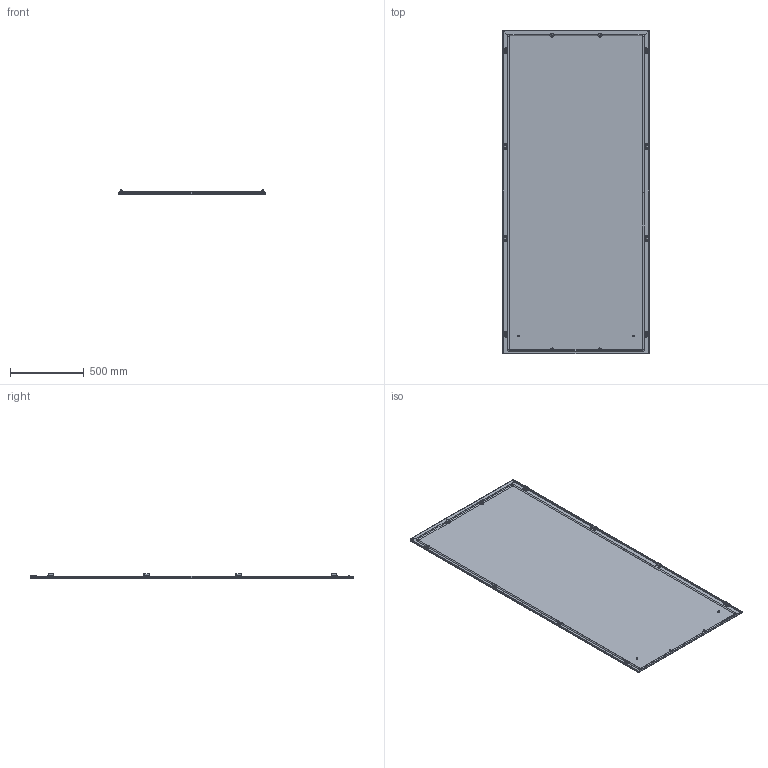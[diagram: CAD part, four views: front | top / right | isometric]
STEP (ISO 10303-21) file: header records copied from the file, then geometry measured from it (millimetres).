
FILE_DESCRIPTION (( 'STEP AP203' ), '1' );
FILE_NAME ('UR41800221006 Ñòåíêà çàäíÿÿ RS52 220.100 (000.801.418-03) .STEP', '2022-04-12T11:04:44', ( '' ), ( '' ), 'SwSTEP 2.0', 'SolidWorks 2017', '' );
FILE_SCHEMA (( 'CONFIG_CONTROL_DESIGN' ));
Length unit declared in the file: millimetre
Products named in the file (9): 000.130.394 Ñòåíêà çàäíÿÿ RS52 220.00_03 (220.100); Âèíò ISO 10642 TX_Œ5å16; Óïëîòíèòåëü ÏÏÓ äëÿ ñòåíêè çàäíåé LC3_28 (220å100); Âèíò ISO 7380-2 TX_Œ5å12; UR41800221006 Ñòåíêà çàäíÿÿ RS52 220.100 (000.801.418-03) ; 029-336 Êðîíøòåéí ñòåíêè çàäíåé LC3; 001-119 相礤朦 耱屙觇 玎漤彘 RS52 220.00_03 (220.100); 000.132.171 Îñíîâàíèå ñòåíêè çàäíåé RS52 220.00_03 (220.100); Øïèëüêà çàçåìëåíèÿ CKF CS_Œ6å16
Assembly tree (42 placements, depth 4):
  UR41800221006 Ñòåíêà çàäíÿÿ RS52 220.100 (000.801.418-03) 
    000.130.394 Ñòåíêà çàäíÿÿ RS52 220.00_03 (220.100)
      000.132.171 Îñíîâàíèå ñòåíêè çàäíåé RS52 220.00_03 (220.100)
        001-119 相礤朦 耱屙觇 玎漤彘 RS52 220.00_03 (220.100)
        Øïèëüêà çàçåìëåíèÿ CKF CS_Œ6å16  x2
      Óïëîòíèòåëü ÏÏÓ äëÿ ñòåíêè çàäíåé LC3_28 (220å100)
    029-336 Êðîíøòåéí ñòåíêè çàäíåé LC3  x8
    Âèíò ISO 10642 TX_Œ5å16  x16
    Âèíò ISO 7380-2 TX_Œ5å12  x12
Bounding box: 996.8 x 2197 x 30.97 mm (x, y, z)
Volume: 3617474.7 mm3; surface area: 4837002.7 mm2
Topology: 40 solids, 40 shells, 1805 faces, 5429 edges, 3728 vertices
Faces by surface type: cylinder 814, plane 599, cone 172, torus 154, bspline 66
Entity records: 16370 total; most frequent: CARTESIAN_POINT 4293, DIRECTION 2313, ORIENTED_EDGE 2038, EDGE_CURVE 1019, AXIS2_PLACEMENT_3D 979, VERTEX_POINT 635, CIRCLE 521, EDGE_LOOP 488
